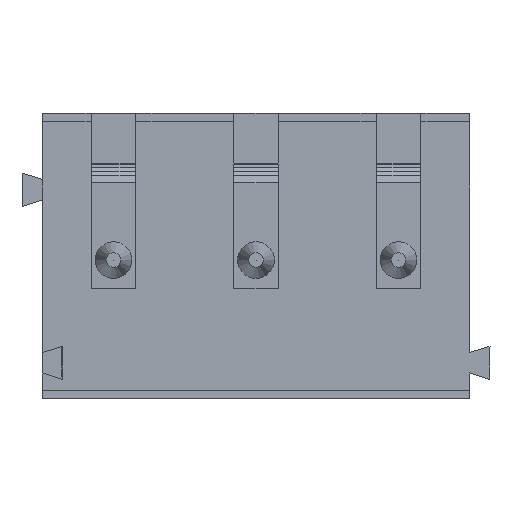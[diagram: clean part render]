
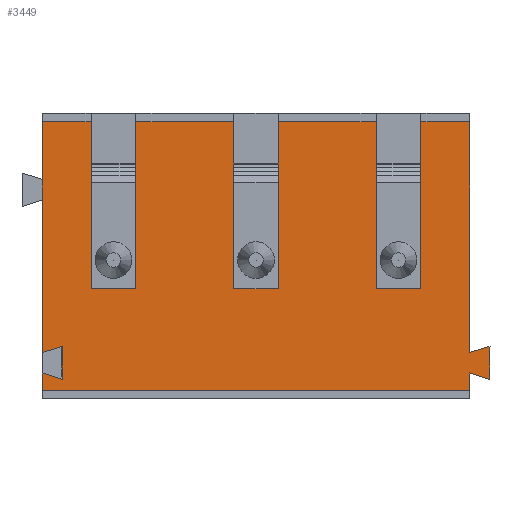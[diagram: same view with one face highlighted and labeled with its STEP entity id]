
A CAD part, front view. The second image highlights one B-rep face of the part: STEP entity #3449.
In plain terms, the highlighted planar face has unit normal (0, -1, 0).
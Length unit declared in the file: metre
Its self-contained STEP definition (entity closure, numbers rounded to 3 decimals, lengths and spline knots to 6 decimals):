
#177=ORIENTED_EDGE('',*,*,#1094,.T.);
#178=ORIENTED_EDGE('',*,*,#1095,.F.);
#179=ORIENTED_EDGE('',*,*,#1096,.T.);
#180=ORIENTED_EDGE('',*,*,#1097,.T.);
#181=ORIENTED_EDGE('',*,*,#1098,.T.);
#182=ORIENTED_EDGE('',*,*,#1090,.F.);
#183=ORIENTED_EDGE('',*,*,#1099,.T.);
#184=ORIENTED_EDGE('',*,*,#1100,.T.);
#185=ORIENTED_EDGE('',*,*,#1101,.T.);
#186=ORIENTED_EDGE('',*,*,#1093,.F.);
#187=ORIENTED_EDGE('',*,*,#1035,.T.);
#188=ORIENTED_EDGE('',*,*,#1102,.T.);
#189=ORIENTED_EDGE('',*,*,#1056,.T.);
#190=ORIENTED_EDGE('',*,*,#1060,.T.);
#191=ORIENTED_EDGE('',*,*,#1031,.T.);
#192=ORIENTED_EDGE('',*,*,#1020,.T.);
#193=ORIENTED_EDGE('',*,*,#1077,.T.);
#194=ORIENTED_EDGE('',*,*,#1047,.F.);
#195=ORIENTED_EDGE('',*,*,#1044,.T.);
#196=ORIENTED_EDGE('',*,*,#1051,.T.);
#197=ORIENTED_EDGE('',*,*,#1076,.T.);
#198=ORIENTED_EDGE('',*,*,#1103,.F.);
#199=ORIENTED_EDGE('',*,*,#1104,.T.);
#200=ORIENTED_EDGE('',*,*,#1105,.T.);
#1020=EDGE_CURVE('',#1498,#1497,#1827,.T.);
#1031=EDGE_CURVE('',#1506,#1498,#1838,.T.);
#1035=EDGE_CURVE('',#1510,#1509,#1842,.T.);
#1044=EDGE_CURVE('',#1518,#1517,#1851,.T.);
#1047=EDGE_CURVE('',#1518,#1520,#1854,.T.);
#1051=EDGE_CURVE('',#1517,#1522,#1858,.T.);
#1056=EDGE_CURVE('',#1527,#1526,#1863,.T.);
#1060=EDGE_CURVE('',#1526,#1506,#1867,.T.);
#1076=EDGE_CURVE('',#1522,#1539,#1883,.T.);
#1077=EDGE_CURVE('',#1497,#1520,#1884,.T.);
#1090=EDGE_CURVE('',#1547,#1544,#1897,.T.);
#1093=EDGE_CURVE('',#1510,#1548,#1900,.T.);
#1094=EDGE_CURVE('',#1550,#1551,#1901,.T.);
#1095=EDGE_CURVE('',#1552,#1551,#1902,.T.);
#1096=EDGE_CURVE('',#1552,#1553,#1903,.T.);
#1097=EDGE_CURVE('',#1553,#1554,#1904,.T.);
#1098=EDGE_CURVE('',#1554,#1544,#1905,.T.);
#1099=EDGE_CURVE('',#1547,#1555,#1906,.T.);
#1100=EDGE_CURVE('',#1555,#1556,#1907,.T.);
#1101=EDGE_CURVE('',#1556,#1548,#1908,.T.);
#1102=EDGE_CURVE('',#1509,#1527,#1909,.T.);
#1103=EDGE_CURVE('',#1557,#1539,#1910,.T.);
#1104=EDGE_CURVE('',#1557,#1558,#1911,.T.);
#1105=EDGE_CURVE('',#1558,#1550,#1912,.T.);
#1497=VERTEX_POINT('',#5271);
#1498=VERTEX_POINT('',#5273);
#1506=VERTEX_POINT('',#5295);
#1509=VERTEX_POINT('',#5301);
#1510=VERTEX_POINT('',#5303);
#1517=VERTEX_POINT('',#5319);
#1518=VERTEX_POINT('',#5321);
#1520=VERTEX_POINT('',#5327);
#1522=VERTEX_POINT('',#5333);
#1526=VERTEX_POINT('',#5344);
#1527=VERTEX_POINT('',#5346);
#1539=VERTEX_POINT('',#5383);
#1544=VERTEX_POINT('',#5405);
#1547=VERTEX_POINT('',#5410);
#1548=VERTEX_POINT('',#5414);
#1550=VERTEX_POINT('',#5420);
#1551=VERTEX_POINT('',#5421);
#1552=VERTEX_POINT('',#5423);
#1553=VERTEX_POINT('',#5425);
#1554=VERTEX_POINT('',#5427);
#1555=VERTEX_POINT('',#5430);
#1556=VERTEX_POINT('',#5432);
#1557=VERTEX_POINT('',#5436);
#1558=VERTEX_POINT('',#5438);
#1827=LINE('',#5272,#2277);
#1838=LINE('',#5294,#2288);
#1842=LINE('',#5302,#2292);
#1851=LINE('',#5320,#2301);
#1854=LINE('',#5326,#2304);
#1858=LINE('',#5334,#2308);
#1863=LINE('',#5345,#2313);
#1867=LINE('',#5352,#2317);
#1883=LINE('',#5384,#2333);
#1884=LINE('',#5385,#2334);
#1897=LINE('',#5411,#2347);
#1900=LINE('',#5417,#2350);
#1901=LINE('',#5419,#2351);
#1902=LINE('',#5422,#2352);
#1903=LINE('',#5424,#2353);
#1904=LINE('',#5426,#2354);
#1905=LINE('',#5428,#2355);
#1906=LINE('',#5429,#2356);
#1907=LINE('',#5431,#2357);
#1908=LINE('',#5433,#2358);
#1909=LINE('',#5434,#2359);
#1910=LINE('',#5435,#2360);
#1911=LINE('',#5437,#2361);
#1912=LINE('',#5439,#2362);
#2277=VECTOR('',#4391,1.);
#2288=VECTOR('',#4408,1.);
#2292=VECTOR('',#4412,1.);
#2301=VECTOR('',#4423,1.);
#2304=VECTOR('',#4428,1.);
#2308=VECTOR('',#4434,1.);
#2313=VECTOR('',#4443,1.);
#2317=VECTOR('',#4449,1.);
#2333=VECTOR('',#4475,1.);
#2334=VECTOR('',#4476,1.);
#2347=VECTOR('',#4499,1.);
#2350=VECTOR('',#4504,1.);
#2351=VECTOR('',#4507,1.);
#2352=VECTOR('',#4508,1.);
#2353=VECTOR('',#4509,1.);
#2354=VECTOR('',#4510,1.);
#2355=VECTOR('',#4511,1.);
#2356=VECTOR('',#4512,1.);
#2357=VECTOR('',#4513,1.);
#2358=VECTOR('',#4514,1.);
#2359=VECTOR('',#4515,1.);
#2360=VECTOR('',#4516,1.);
#2361=VECTOR('',#4517,1.);
#2362=VECTOR('',#4518,1.);
#2744=EDGE_LOOP('',(#177,#178,#179,#180,#181,#182,#183,#184,#185,#186,#187,
#188,#189,#190,#191,#192,#193,#194,#195,#196,#197,#198,#199,#200));
#2966=FACE_BOUND('',#2744,.T.);
#3191=PLANE('',#4189);
#3449=ADVANCED_FACE('',(#2966),#3191,.T.);
#4189=AXIS2_PLACEMENT_3D('',#5418,#4505,#4506);
#4391=DIRECTION('',(1.,0.,0.));
#4408=DIRECTION('',(0.,0.,-1.));
#4412=DIRECTION('',(0.,0.,-1.));
#4423=DIRECTION('',(0.,0.,1.));
#4428=DIRECTION('',(-0.954,0.,0.301));
#4434=DIRECTION('',(-0.957,0.,-0.289));
#4443=DIRECTION('',(0.,0.,-1.));
#4449=DIRECTION('',(-0.954,0.,0.301));
#4475=DIRECTION('',(0.,0.,1.));
#4476=DIRECTION('',(0.,0.,1.));
#4499=DIRECTION('',(1.,0.,0.));
#4504=DIRECTION('',(1.,0.,0.));
#4505=DIRECTION('',(0.,-1.,0.));
#4506=DIRECTION('',(0.,0.,-1.));
#4507=DIRECTION('',(0.,0.,1.));
#4508=DIRECTION('',(1.,0.,0.));
#4509=DIRECTION('',(0.,0.,-1.));
#4510=DIRECTION('',(-1.,0.,0.));
#4511=DIRECTION('',(0.,0.,1.));
#4512=DIRECTION('',(0.,0.,-1.));
#4513=DIRECTION('',(-1.,0.,0.));
#4514=DIRECTION('',(0.,0.,1.));
#4515=DIRECTION('',(0.957,0.,0.289));
#4516=DIRECTION('',(1.,0.,0.));
#4517=DIRECTION('',(0.,0.,-1.));
#4518=DIRECTION('',(-1.,0.,0.));
#5271=CARTESIAN_POINT('',(0.00525,0.,0.000197));
#5272=CARTESIAN_POINT('',(-0.00525,0.,0.000197));
#5273=CARTESIAN_POINT('',(-0.00525,0.,0.000197));
#5294=CARTESIAN_POINT('',(-0.00525,0.,0.006796));
#5295=CARTESIAN_POINT('',(-0.00525,0.,0.000626));
#5301=CARTESIAN_POINT('',(-0.00525,0.,0.00113));
#5302=CARTESIAN_POINT('',(-0.00525,0.,0.006796));
#5303=CARTESIAN_POINT('',(-0.00525,0.,0.006796));
#5319=CARTESIAN_POINT('',(0.005747,0.,0.00128));
#5320=CARTESIAN_POINT('',(0.005747,0.,0.003497));
#5321=CARTESIAN_POINT('',(0.005747,0.,0.00047));
#5326=CARTESIAN_POINT('',(0.005747,0.,0.00047));
#5327=CARTESIAN_POINT('',(0.00525,0.,0.000626));
#5333=CARTESIAN_POINT('',(0.00525,0.,0.00113));
#5334=CARTESIAN_POINT('',(0.005747,0.,0.00128));
#5344=CARTESIAN_POINT('',(-0.004753,0.,0.00047));
#5345=CARTESIAN_POINT('',(-0.004753,0.,0.003497));
#5346=CARTESIAN_POINT('',(-0.004753,0.,0.00128));
#5352=CARTESIAN_POINT('',(-0.005537,0.,0.000717));
#5383=CARTESIAN_POINT('',(0.00525,0.,0.006796));
#5384=CARTESIAN_POINT('',(0.00525,0.,0.006796));
#5385=CARTESIAN_POINT('',(0.00525,0.,0.006796));
#5405=CARTESIAN_POINT('',(-0.00055,0.,0.006796));
#5410=CARTESIAN_POINT('',(-0.00295,0.,0.006796));
#5411=CARTESIAN_POINT('',(-0.00525,0.,0.006796));
#5414=CARTESIAN_POINT('',(-0.00405,0.,0.006796));
#5417=CARTESIAN_POINT('',(-0.00525,0.,0.006796));
#5418=CARTESIAN_POINT('',(-0.00525,0.,0.003497));
#5419=CARTESIAN_POINT('',(0.00295,0.,0.005598));
#5420=CARTESIAN_POINT('',(0.00295,0.,0.0027));
#5421=CARTESIAN_POINT('',(0.00295,0.,0.006796));
#5422=CARTESIAN_POINT('',(-0.00525,0.,0.006796));
#5423=CARTESIAN_POINT('',(0.00055,0.,0.006796));
#5424=CARTESIAN_POINT('',(0.00055,0.,0.005598));
#5425=CARTESIAN_POINT('',(0.00055,0.,0.0027));
#5426=CARTESIAN_POINT('',(-0.00525,0.,0.0027));
#5427=CARTESIAN_POINT('',(-0.00055,0.,0.0027));
#5428=CARTESIAN_POINT('',(-0.00055,0.,0.005598));
#5429=CARTESIAN_POINT('',(-0.00295,0.,0.005598));
#5430=CARTESIAN_POINT('',(-0.00295,0.,0.0027));
#5431=CARTESIAN_POINT('',(-0.004375,0.,0.0027));
#5432=CARTESIAN_POINT('',(-0.00405,0.,0.0027));
#5433=CARTESIAN_POINT('',(-0.00405,0.,0.005598));
#5434=CARTESIAN_POINT('',(-0.004799,0.,0.001266));
#5435=CARTESIAN_POINT('',(-0.00525,0.,0.006796));
#5436=CARTESIAN_POINT('',(0.00405,0.,0.006796));
#5437=CARTESIAN_POINT('',(0.00405,0.,0.005598));
#5438=CARTESIAN_POINT('',(0.00405,0.,0.0027));
#5439=CARTESIAN_POINT('',(-0.00525,0.,0.0027));
